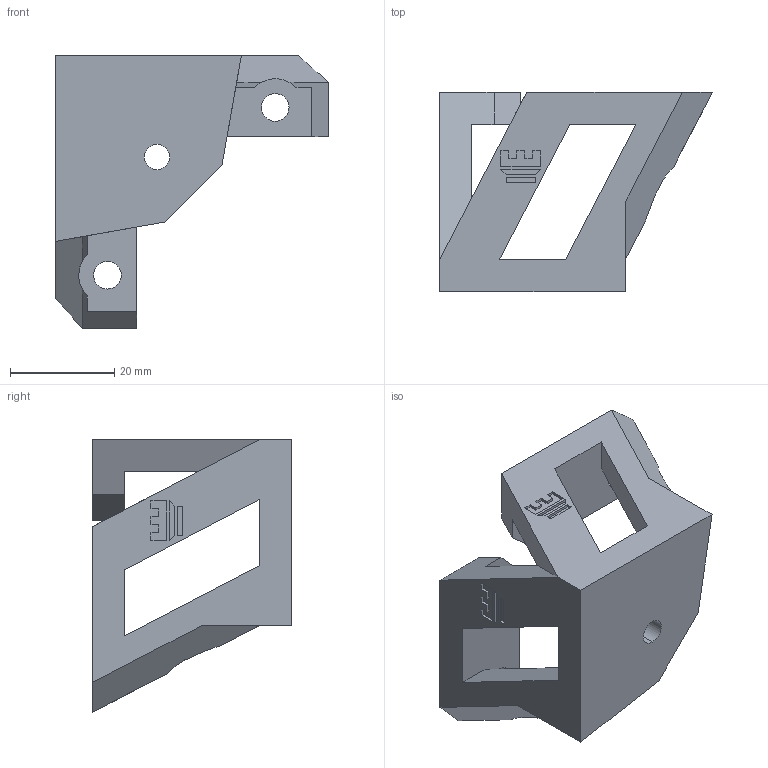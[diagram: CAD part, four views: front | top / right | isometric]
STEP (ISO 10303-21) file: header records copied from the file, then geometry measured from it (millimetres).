
FILE_DESCRIPTION (( 'STEP AP214' ), '1' );
FILE_NAME ('V1Rook_Foot Mount_3.0.STEP', '2022-11-28T15:48:31', ( '' ), ( '' ), 'SwSTEP 2.0', 'SolidWorks 2020', '' );
FILE_SCHEMA (( 'AUTOMOTIVE_DESIGN' ));
Length unit declared in the file: millimetre
Products named in the file (1): V1Rook_Foot Mount_3.0
Bounding box: 52.22 x 38.1 x 52.22 mm (x, y, z)
Volume: 18445.5 mm3; surface area: 9398.3 mm2
Topology: 1 solids, 1 shells, 88 faces, 244 edges, 162 vertices
Faces by surface type: plane 79, cylinder 9
Entity records: 2887 total; most frequent: CARTESIAN_POINT 516, ORIENTED_EDGE 488, DIRECTION 430, EDGE_CURVE 244, VECTOR 222, LINE 222, VERTEX_POINT 162, AXIS2_PLACEMENT_3D 104
